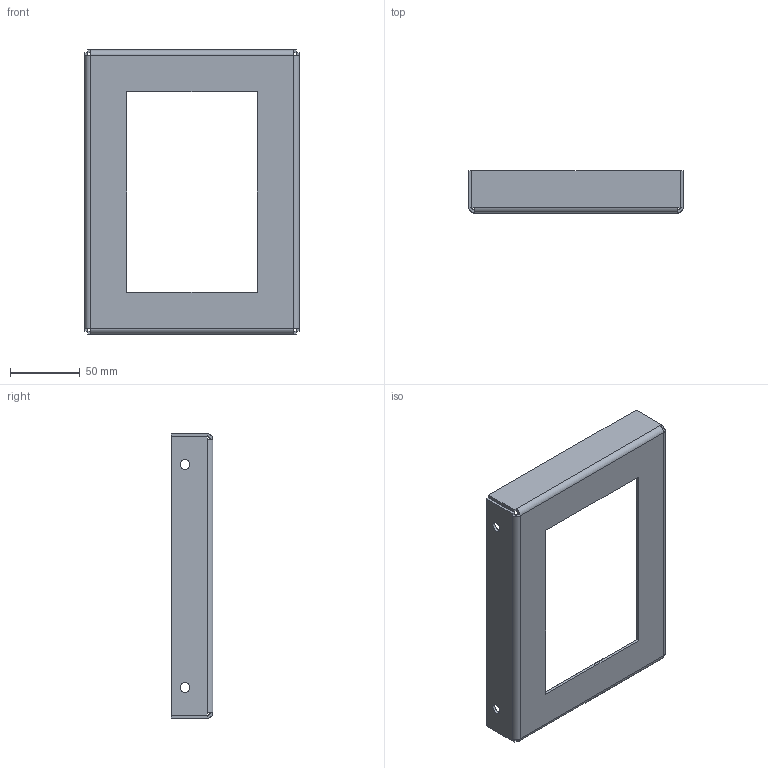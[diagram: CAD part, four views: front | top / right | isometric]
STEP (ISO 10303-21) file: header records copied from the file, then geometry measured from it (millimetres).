
FILE_DESCRIPTION(/* description */ ('STEP AP214'),/* implementation_level */ '2;1');
FILE_NAME(/* name */ '68aeab6c14d1b47c3fc7692a',/* time_stamp */ '2025-08-27T06:53:33Z',/* author */ (''),/* organization */ (''),/* preprocessor_version */ 'ST-DEVELOPER v20',/* originating_system */ 'ONSHAPE BY PTC INC, 1.202',/* authorisation */ ' ');
FILE_SCHEMA (('AUTOMOTIVE_DESIGN {1 0 10303 214 3 1 1}'));
Length unit declared in the file: metre
Products named in the file (1): Part 1
Bounding box: 154 x 30 x 204 mm (x, y, z)
Volume: 72615.5 mm3; surface area: 75660.4 mm2
Topology: 1 solids, 1 shells, 54 faces, 124 edges, 72 vertices
Faces by surface type: plane 42, cylinder 12
Full cylindrical faces by diameter (mm): 7 x4
Entity records: 1506 total; most frequent: DIRECTION 254, CARTESIAN_POINT 247, ORIENTED_EDGE 240, EDGE_CURVE 120, LINE 96, VECTOR 96, AXIS2_PLACEMENT_3D 79, VERTEX_POINT 72
